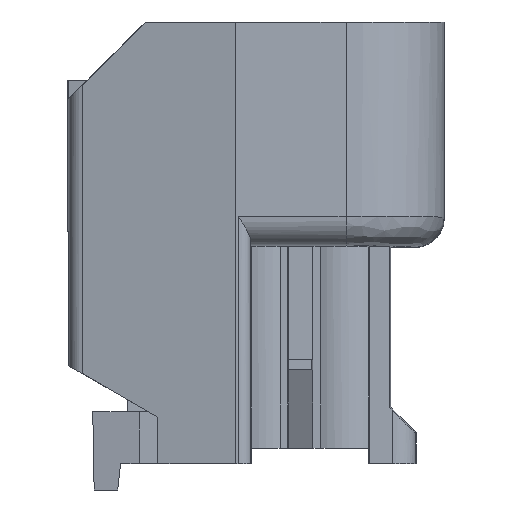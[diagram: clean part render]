
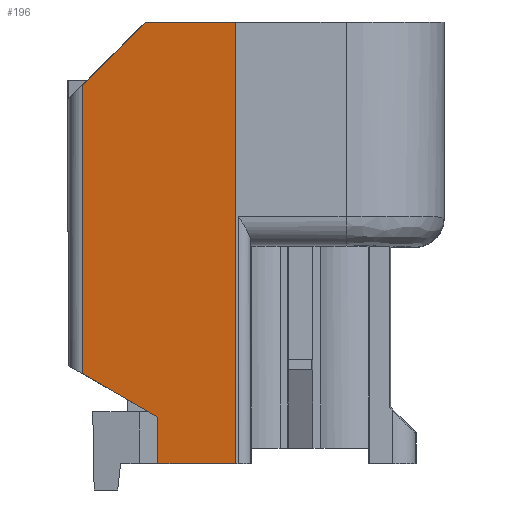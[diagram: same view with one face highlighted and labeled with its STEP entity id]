
A CAD part, left-side view. The second image highlights one B-rep face of the part: STEP entity #196.
In plain terms, the highlighted planar face has unit normal (-0.985, 0.174, 0).
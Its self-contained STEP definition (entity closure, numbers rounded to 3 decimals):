
#196=ADVANCED_FACE('',(#740),#503,.T.);
#503=PLANE('',#5941);
#740=FACE_OUTER_BOUND('',#1044,.T.);
#1044=EDGE_LOOP('',(#1508,#1509,#1510,#1511,#1512,#1513,#1514));
#1508=ORIENTED_EDGE('',*,*,#3729,.T.);
#1509=ORIENTED_EDGE('',*,*,#3730,.F.);
#1510=ORIENTED_EDGE('',*,*,#3731,.F.);
#1511=ORIENTED_EDGE('',*,*,#3732,.T.);
#1512=ORIENTED_EDGE('',*,*,#3733,.F.);
#1513=ORIENTED_EDGE('',*,*,#3734,.F.);
#1514=ORIENTED_EDGE('',*,*,#3652,.T.);
#3111=VERTEX_POINT('',#7883);
#3112=VERTEX_POINT('',#7885);
#3177=VERTEX_POINT('',#8039);
#3178=VERTEX_POINT('',#8043);
#3179=VERTEX_POINT('',#8045);
#3180=VERTEX_POINT('',#8047);
#3181=VERTEX_POINT('',#8049);
#3652=EDGE_CURVE('',#3112,#3111,#4499,.T.);
#3729=EDGE_CURVE('',#3111,#3177,#4573,.T.);
#3730=EDGE_CURVE('',#3178,#3177,#4574,.T.);
#3731=EDGE_CURVE('',#3179,#3178,#4575,.T.);
#3732=EDGE_CURVE('',#3179,#3180,#4576,.T.);
#3733=EDGE_CURVE('',#3181,#3180,#4577,.T.);
#3734=EDGE_CURVE('',#3112,#3181,#4578,.T.);
#4499=LINE('',#7884,#5212);
#4573=LINE('',#8040,#5286);
#4574=LINE('',#8042,#5287);
#4575=LINE('',#8044,#5288);
#4576=LINE('',#8046,#5289);
#4577=LINE('',#8048,#5290);
#4578=LINE('',#8050,#5291);
#5212=VECTOR('',#6342,1.);
#5286=VECTOR('',#6448,1.);
#5287=VECTOR('',#6451,1.);
#5288=VECTOR('',#6452,1.);
#5289=VECTOR('',#6453,1.);
#5290=VECTOR('',#6454,1.);
#5291=VECTOR('',#6455,1.);
#5941=AXIS2_PLACEMENT_3D('',#8051,#6456,#6457);
#6342=DIRECTION('',(0.124,0.702,-0.702));
#6448=DIRECTION('',(0.,0.,-1.));
#6451=DIRECTION('',(0.151,0.856,0.494));
#6452=DIRECTION('',(0.,0.,1.));
#6453=DIRECTION('',(-0.174,-0.985,0.));
#6454=DIRECTION('',(0.,0.,-1.));
#6455=DIRECTION('',(-0.174,-0.985,0.));
#6456=DIRECTION('',(-0.985,0.174,0.));
#6457=DIRECTION('',(-0.174,-0.985,0.));
#7883=CARTESIAN_POINT('',(-6.841,14.088,1.955));
#7884=CARTESIAN_POINT('',(-5.643,20.883,-4.84));
#7885=CARTESIAN_POINT('',(-7.559,10.017,6.026));
#8039=CARTESIAN_POINT('',(-6.841,14.088,-16.649));
#8040=CARTESIAN_POINT('',(-6.841,14.088,-22.074));
#8042=CARTESIAN_POINT('',(-8.567,4.297,-22.302));
#8043=CARTESIAN_POINT('',(-7.703,9.196,-19.474));
#8044=CARTESIAN_POINT('',(-7.703,9.196,-22.074));
#8045=CARTESIAN_POINT('',(-7.703,9.196,-22.474));
#8046=CARTESIAN_POINT('',(-10.325,-5.672,-22.474));
#8047=CARTESIAN_POINT('',(-8.59,4.169,-22.474));
#8048=CARTESIAN_POINT('',(-8.59,4.169,7.026));
#8049=CARTESIAN_POINT('',(-8.59,4.169,6.026));
#8050=CARTESIAN_POINT('',(-8.554,4.372,6.026));
#8051=CARTESIAN_POINT('',(-8.59,4.169,-22.074));
